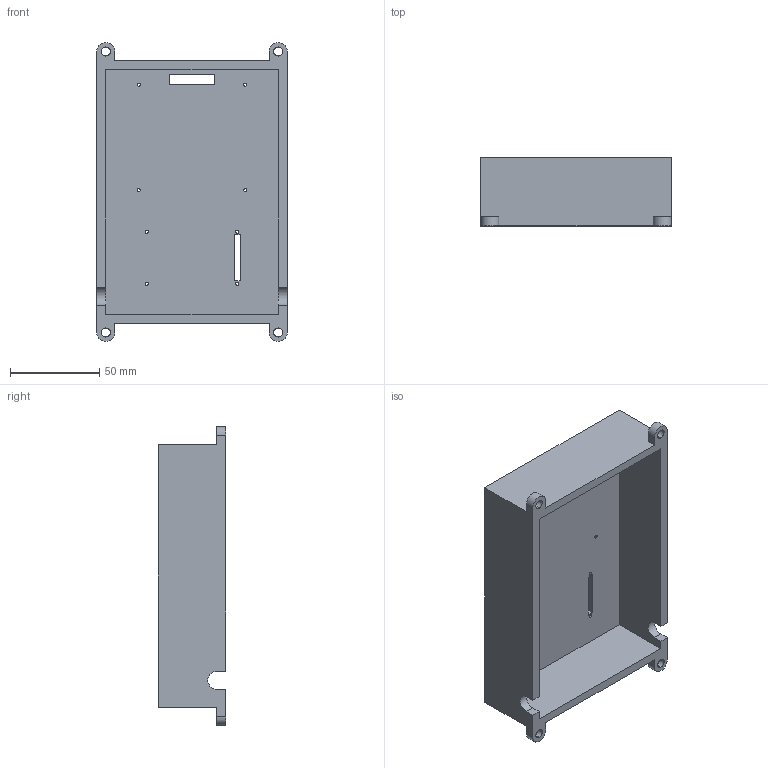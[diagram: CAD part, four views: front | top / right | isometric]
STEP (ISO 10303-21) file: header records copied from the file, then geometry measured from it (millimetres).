
FILE_DESCRIPTION (( 'STEP AP203' ), '1' );
FILE_NAME ('Keypad Box.STEP', '2024-06-02T03:22:26', ( '' ), ( '' ), 'SwSTEP 2.0', 'SolidWorks 2022', '' );
FILE_SCHEMA (( 'CONFIG_CONTROL_DESIGN' ));
Length unit declared in the file: inch
Products named in the file (1): Keypad Box
Bounding box: 106.68 x 38.1 x 167.64 mm (x, y, z)
Volume: 160877.1 mm3; surface area: 67570 mm2
Topology: 1 solids, 1 shells, 64 faces, 186 edges, 124 vertices
Faces by surface type: cylinder 32, plane 32
Entity records: 2269 total; most frequent: DIRECTION 380, CARTESIAN_POINT 375, ORIENTED_EDGE 372, EDGE_CURVE 186, AXIS2_PLACEMENT_3D 129, VERTEX_POINT 124, VECTOR 122, LINE 122
